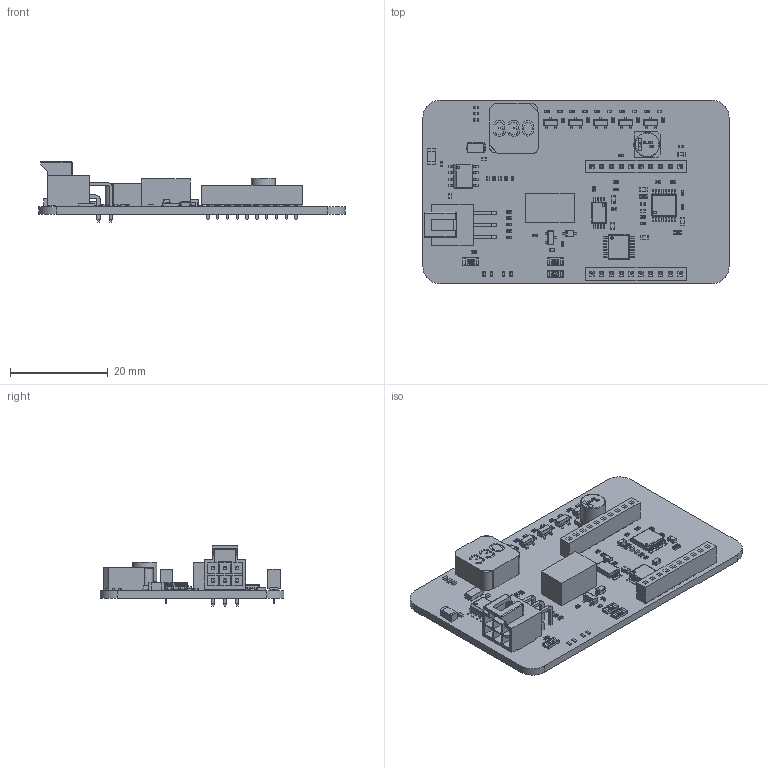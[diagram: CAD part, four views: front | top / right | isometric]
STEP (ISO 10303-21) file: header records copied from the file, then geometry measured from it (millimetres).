
FILE_DESCRIPTION(('Open CASCADE Model'),'2;1');
FILE_NAME('Open CASCADE Shape Model','2024-05-07T15:54:03',('Author'),( 'Open CASCADE'),'Open CASCADE STEP processor 7.5','Open CASCADE 7.5' ,'Unknown');
FILE_SCHEMA(('AUTOMOTIVE_DESIGN { 1 0 10303 214 1 1 1 1 }'));
Length unit declared in the file: millimetre
Products named in the file (113): PCB; Board; Open CASCADE STEP translator 7.5 14.1.1; J21; 62001011821; 6200xx11821; J20; C7; 0603 cap; R32; 0402 resistor; R31; R30; R29; R28; R27; R26; R25; R24; Q6; sot-23-3-nxp; Q5; Q4; Q3; Q2; L1; SRR1050A-180Y; D12; SMP Package; C19; 0402 cap; C18; C17; C16; C15; C14; 1206 cap; C13; C12; C11 ...
Assembly tree (192 placements, depth 4):
  PCB
    Board
      Open CASCADE STEP translator 7.5 14.1.1
    J21
      62001011821
        6200xx11821  x10
        62001011821
    J20
      62001011821
        6200xx11821  x10
        62001011821
    C7
      0603 cap
    R32
      0402 resistor
    R31
      0402 resistor
    R30
      0402 resistor
    R29
      0402 resistor
    R28
      0402 resistor
    R27
      0402 resistor
    R26
      0402 resistor
    R25
      0402 resistor
    R24
      0402 resistor
    Q6
      sot-23-3-nxp
    Q5
      sot-23-3-nxp
    Q4
      sot-23-3-nxp
    Q3
      sot-23-3-nxp
    Q2
      sot-23-3-nxp
    L1
      SRR1050A-180Y
    D12
      SMP Package
    C19
      0402 cap
    C18
      0402 cap
    C17
      0402 cap
    C16
      0402 cap
    C15
      0402 cap
    C14
      1206 cap
    C13
      0402 cap
    C12
Bounding box: 62.5 x 37.5 x 12.34 mm (x, y, z)
Volume: 5430.9 mm3; surface area: 9105.5 mm2
Topology: 181 solids, 181 shells, 6984 faces, 19795 edges, 13068 vertices
Faces by surface type: plane 4739, cylinder 1700, sphere 432, bspline 80, torus 25, cone 8
Full cylindrical faces by diameter (mm): 0.5 x5, 4.5 x1, 5 x2
Entity records: 80771 total; most frequent: CARTESIAN_POINT 13826, ORIENTED_EDGE 12094, DIRECTION 11702, EDGE_CURVE 6047, LINE 4670, VECTOR 4670, VERTEX_POINT 3968, AXIS2_PLACEMENT_3D 3516
